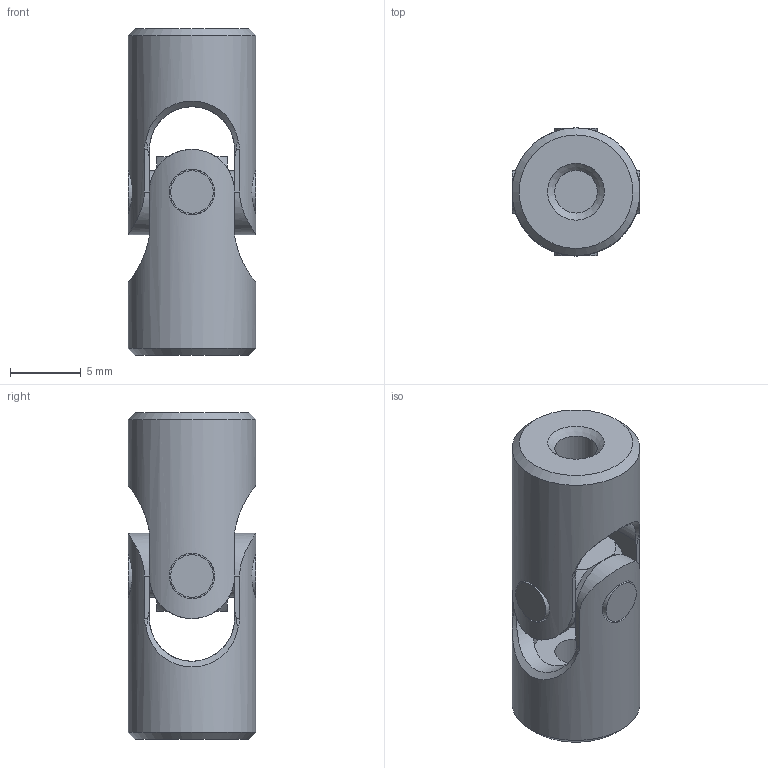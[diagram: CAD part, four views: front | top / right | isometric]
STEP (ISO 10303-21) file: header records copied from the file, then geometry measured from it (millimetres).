
FILE_DESCRIPTION(/* description */ (''),/* implementation_level */ '2;1');
FILE_NAME(/* name */ 'cardan joint v4.step',/* time_stamp */ '2020-10-20T10:47:54+02:00',/* author */ (''),/* organization */ (''),/* preprocessor_version */ 'ST-DEVELOPER v18.1',/* originating_system */ 'Autodesk Translation Framework v9.3.0.1241',/* authorisation */ '');
FILE_SCHEMA (('AUTOMOTIVE_DESIGN { 1 0 10303 214 3 1 1 }'));
Length unit declared in the file: millimetre
Products named in the file (1): cardan joint
Bounding box: 9 x 9 x 23 mm (x, y, z)
Volume: 990.9 mm3; surface area: 1291.4 mm2
Topology: 3 solids, 3 shells, 72 faces, 184 edges, 122 vertices
Faces by surface type: cylinder 30, plane 26, sphere 8, bspline 4, cone 4
Full cylindrical faces by diameter (mm): 3 x6, 3.2 x4, 6 x2, 9 x2
Entity records: 3163 total; most frequent: CARTESIAN_POINT 1421, ORIENTED_EDGE 368, DIRECTION 324, EDGE_CURVE 184, AXIS2_PLACEMENT_3D 127, VERTEX_POINT 122, EDGE_LOOP 88, FACE_OUTER_BOUND 72
